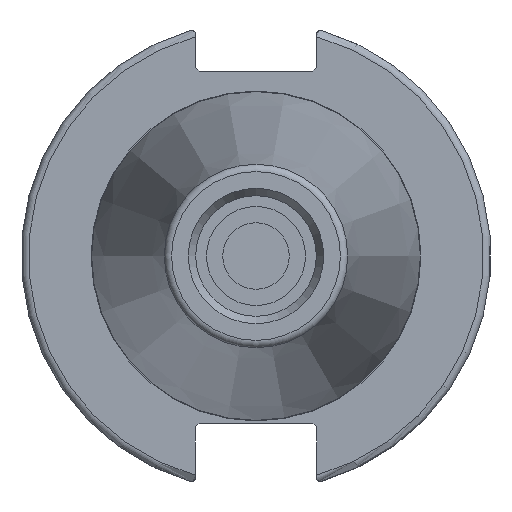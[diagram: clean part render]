
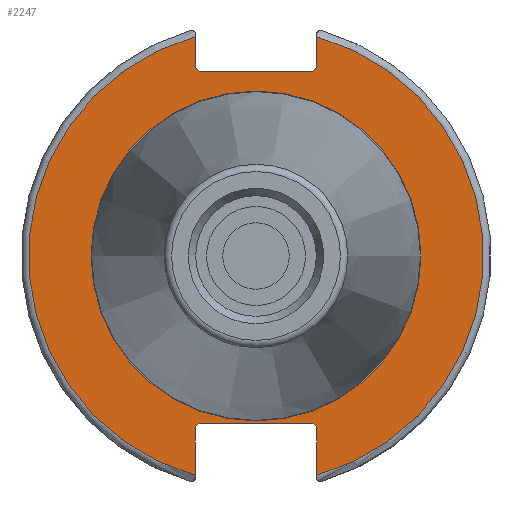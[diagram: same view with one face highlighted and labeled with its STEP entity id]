
A CAD part, left-side view. The second image highlights one B-rep face of the part: STEP entity #2247.
In plain terms, the highlighted planar face has unit normal (-1, 0, 0).
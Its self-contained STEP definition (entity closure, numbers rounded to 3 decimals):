
#432=FACE_BOUND('',#653,.T.);
#449=PLANE('',#2590);
#523=FACE_OUTER_BOUND('',#652,.T.);
#652=EDGE_LOOP('',(#1673,#1674,#1675,#1676,#1677,#1678,#1679,#1680,#1681,
#1682,#1683,#1684));
#653=EDGE_LOOP('',(#1685));
#782=LINE('',#3657,#926);
#783=LINE('',#3659,#927);
#784=LINE('',#3661,#928);
#785=LINE('',#3663,#929);
#786=LINE('',#3665,#930);
#787=LINE('',#3669,#931);
#788=LINE('',#3671,#932);
#789=LINE('',#3673,#933);
#790=LINE('',#3675,#934);
#791=LINE('',#3676,#935);
#926=VECTOR('',#2929,10.);
#927=VECTOR('',#2930,10.);
#928=VECTOR('',#2931,10.);
#929=VECTOR('',#2932,10.);
#930=VECTOR('',#2933,10.);
#931=VECTOR('',#2936,10.);
#932=VECTOR('',#2937,10.);
#933=VECTOR('',#2938,10.);
#934=VECTOR('',#2939,10.);
#935=VECTOR('',#2940,10.);
#1078=CIRCLE('',#2588,22.3);
#1080=CIRCLE('',#2591,30.75);
#1081=CIRCLE('',#2592,30.75);
#1171=VERTEX_POINT('',#3648);
#1172=VERTEX_POINT('',#3653);
#1173=VERTEX_POINT('',#3654);
#1174=VERTEX_POINT('',#3656);
#1175=VERTEX_POINT('',#3658);
#1176=VERTEX_POINT('',#3660);
#1177=VERTEX_POINT('',#3662);
#1178=VERTEX_POINT('',#3664);
#1179=VERTEX_POINT('',#3666);
#1180=VERTEX_POINT('',#3668);
#1181=VERTEX_POINT('',#3670);
#1182=VERTEX_POINT('',#3672);
#1183=VERTEX_POINT('',#3674);
#1366=EDGE_CURVE('',#1171,#1171,#1078,.T.);
#1368=EDGE_CURVE('',#1172,#1173,#1080,.T.);
#1369=EDGE_CURVE('',#1172,#1174,#782,.T.);
#1370=EDGE_CURVE('',#1175,#1174,#783,.T.);
#1371=EDGE_CURVE('',#1175,#1176,#784,.T.);
#1372=EDGE_CURVE('',#1177,#1176,#785,.T.);
#1373=EDGE_CURVE('',#1177,#1178,#786,.T.);
#1374=EDGE_CURVE('',#1179,#1178,#1081,.T.);
#1375=EDGE_CURVE('',#1179,#1180,#787,.T.);
#1376=EDGE_CURVE('',#1181,#1180,#788,.T.);
#1377=EDGE_CURVE('',#1181,#1182,#789,.T.);
#1378=EDGE_CURVE('',#1183,#1182,#790,.T.);
#1379=EDGE_CURVE('',#1183,#1173,#791,.T.);
#1673=ORIENTED_EDGE('',*,*,#1368,.F.);
#1674=ORIENTED_EDGE('',*,*,#1369,.T.);
#1675=ORIENTED_EDGE('',*,*,#1370,.F.);
#1676=ORIENTED_EDGE('',*,*,#1371,.T.);
#1677=ORIENTED_EDGE('',*,*,#1372,.F.);
#1678=ORIENTED_EDGE('',*,*,#1373,.T.);
#1679=ORIENTED_EDGE('',*,*,#1374,.F.);
#1680=ORIENTED_EDGE('',*,*,#1375,.T.);
#1681=ORIENTED_EDGE('',*,*,#1376,.F.);
#1682=ORIENTED_EDGE('',*,*,#1377,.T.);
#1683=ORIENTED_EDGE('',*,*,#1378,.F.);
#1684=ORIENTED_EDGE('',*,*,#1379,.T.);
#1685=ORIENTED_EDGE('',*,*,#1366,.F.);
#2247=ADVANCED_FACE('',(#523,#432),#449,.T.);
#2588=AXIS2_PLACEMENT_3D('',#3650,#2921,#2922);
#2590=AXIS2_PLACEMENT_3D('',#3652,#2925,#2926);
#2591=AXIS2_PLACEMENT_3D('',#3655,#2927,#2928);
#2592=AXIS2_PLACEMENT_3D('',#3667,#2934,#2935);
#2921=DIRECTION('center_axis',(-1.,0.,0.));
#2922=DIRECTION('ref_axis',(0.,-1.,0.));
#2925=DIRECTION('center_axis',(-1.,0.,0.));
#2926=DIRECTION('ref_axis',(0.,0.,1.));
#2927=DIRECTION('center_axis',(1.,0.,0.));
#2928=DIRECTION('ref_axis',(0.,-1.,0.));
#2929=DIRECTION('',(0.,0.,-1.));
#2930=DIRECTION('',(0.,-0.707,0.707));
#2931=DIRECTION('',(0.,1.,0.));
#2932=DIRECTION('',(0.,-0.707,-0.707));
#2933=DIRECTION('',(0.,0.,1.));
#2934=DIRECTION('center_axis',(1.,0.,0.));
#2935=DIRECTION('ref_axis',(0.,1.,0.));
#2936=DIRECTION('',(0.,0.,1.));
#2937=DIRECTION('',(0.,0.707,-0.707));
#2938=DIRECTION('',(0.,-1.,0.));
#2939=DIRECTION('',(0.,0.707,0.707));
#2940=DIRECTION('',(0.,0.,-1.));
#3648=CARTESIAN_POINT('',(3.175,0.,22.3));
#3650=CARTESIAN_POINT('Origin',(3.175,0.,0.));
#3652=CARTESIAN_POINT('Origin',(3.175,31.75,0.));
#3653=CARTESIAN_POINT('',(3.175,-8.19,29.639));
#3654=CARTESIAN_POINT('',(3.175,-8.19,-29.639));
#3655=CARTESIAN_POINT('Origin',(3.175,0.,0.));
#3656=CARTESIAN_POINT('',(3.175,-8.19,25.5));
#3657=CARTESIAN_POINT('',(3.175,-8.19,12.5));
#3658=CARTESIAN_POINT('',(3.175,-7.69,25.));
#3659=CARTESIAN_POINT('',(3.175,8.295,9.015));
#3660=CARTESIAN_POINT('',(3.175,7.69,25.));
#3661=CARTESIAN_POINT('',(3.175,15.875,25.));
#3662=CARTESIAN_POINT('',(3.175,8.19,25.5));
#3663=CARTESIAN_POINT('',(3.175,7.58,24.89));
#3664=CARTESIAN_POINT('',(3.175,8.19,29.639));
#3665=CARTESIAN_POINT('',(3.175,8.19,12.5));
#3666=CARTESIAN_POINT('',(3.175,8.19,-29.639));
#3667=CARTESIAN_POINT('Origin',(3.175,0.,0.));
#3668=CARTESIAN_POINT('',(3.175,8.19,-23.1));
#3669=CARTESIAN_POINT('',(3.175,8.19,-11.3));
#3670=CARTESIAN_POINT('',(3.175,7.69,-22.6));
#3671=CARTESIAN_POINT('',(3.175,8.18,-23.09));
#3672=CARTESIAN_POINT('',(3.175,-7.69,-22.6));
#3673=CARTESIAN_POINT('',(3.175,15.875,-22.6));
#3674=CARTESIAN_POINT('',(3.175,-8.19,-23.1));
#3675=CARTESIAN_POINT('',(3.175,7.695,-7.215));
#3676=CARTESIAN_POINT('',(3.175,-8.19,-11.3));
